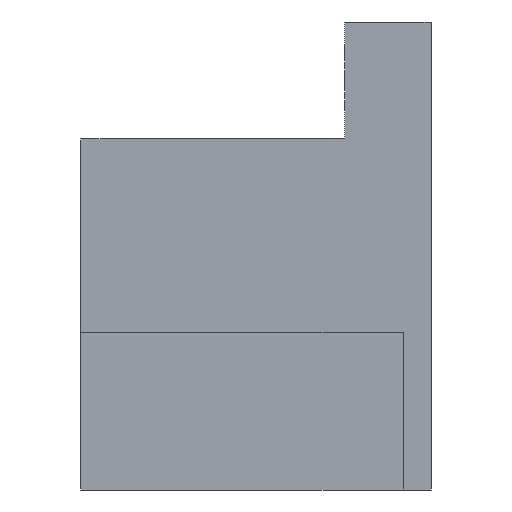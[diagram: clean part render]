
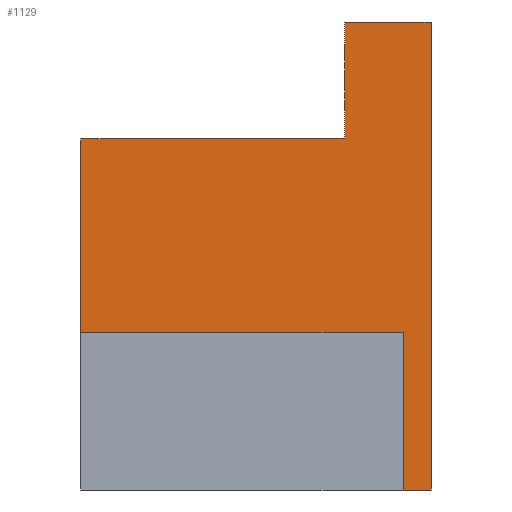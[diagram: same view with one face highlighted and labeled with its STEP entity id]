
A CAD part, left-side view. The second image highlights one B-rep face of the part: STEP entity #1129.
In plain terms, the highlighted planar face has unit normal (-1, 0, 0).
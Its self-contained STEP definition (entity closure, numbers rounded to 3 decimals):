
#68=FACE_OUTER_BOUND('',#125,.T.);
#125=EDGE_LOOP('',(#916,#917,#918,#919,#920,#921,#922,#923));
#238=LINE('',#1732,#386);
#241=LINE('',#1737,#389);
#257=LINE('',#1773,#405);
#259=LINE('',#1778,#407);
#261=LINE('',#1782,#409);
#268=LINE('',#1804,#416);
#269=LINE('',#1805,#417);
#270=LINE('',#1806,#418);
#386=VECTOR('',#1403,10.);
#389=VECTOR('',#1408,10.);
#405=VECTOR('',#1438,10.);
#407=VECTOR('',#1442,10.);
#409=VECTOR('',#1446,10.);
#416=VECTOR('',#1463,10.);
#417=VECTOR('',#1464,10.);
#418=VECTOR('',#1465,10.);
#522=VERTEX_POINT('',#1729);
#523=VERTEX_POINT('',#1731);
#524=VERTEX_POINT('',#1736);
#534=VERTEX_POINT('',#1766);
#537=VERTEX_POINT('',#1771);
#539=VERTEX_POINT('',#1777);
#540=VERTEX_POINT('',#1781);
#550=VERTEX_POINT('',#1803);
#656=EDGE_CURVE('',#522,#523,#238,.T.);
#659=EDGE_CURVE('',#524,#523,#241,.T.);
#677=EDGE_CURVE('',#534,#537,#257,.T.);
#679=EDGE_CURVE('',#539,#534,#259,.T.);
#681=EDGE_CURVE('',#540,#539,#261,.T.);
#692=EDGE_CURVE('',#550,#537,#268,.T.);
#693=EDGE_CURVE('',#524,#550,#269,.F.);
#694=EDGE_CURVE('',#540,#522,#270,.T.);
#916=ORIENTED_EDGE('',*,*,#679,.T.);
#917=ORIENTED_EDGE('',*,*,#677,.T.);
#918=ORIENTED_EDGE('',*,*,#692,.F.);
#919=ORIENTED_EDGE('',*,*,#693,.F.);
#920=ORIENTED_EDGE('',*,*,#659,.T.);
#921=ORIENTED_EDGE('',*,*,#656,.F.);
#922=ORIENTED_EDGE('',*,*,#694,.F.);
#923=ORIENTED_EDGE('',*,*,#681,.T.);
#1077=PLANE('',#1213);
#1129=ADVANCED_FACE('',(#68),#1077,.T.);
#1213=AXIS2_PLACEMENT_3D('',#1802,#1461,#1462);
#1403=DIRECTION('',(0.,1.,0.));
#1408=DIRECTION('',(0.,0.,-1.));
#1438=DIRECTION('',(0.,1.,0.));
#1442=DIRECTION('',(0.,0.,-1.));
#1446=DIRECTION('',(0.,1.,0.));
#1461=DIRECTION('center_axis',(-1.,0.,0.));
#1462=DIRECTION('ref_axis',(0.,1.,0.));
#1463=DIRECTION('',(0.,0.,1.));
#1464=DIRECTION('',(0.,-1.,0.));
#1465=DIRECTION('',(0.,0.,-1.));
#1729=CARTESIAN_POINT('',(-9.525,25.45,-41.275));
#1731=CARTESIAN_POINT('',(-9.525,28.492,-41.275));
#1732=CARTESIAN_POINT('',(-9.525,34.95,-41.275));
#1736=CARTESIAN_POINT('',(-9.525,28.492,-24.13));
#1737=CARTESIAN_POINT('',(-9.525,28.492,9.525));
#1766=CARTESIAN_POINT('',(-9.525,34.842,-3.175));
#1771=CARTESIAN_POINT('',(-9.525,63.45,-3.175));
#1773=CARTESIAN_POINT('',(-9.525,44.45,-3.175));
#1777=CARTESIAN_POINT('',(-9.525,34.842,9.525));
#1778=CARTESIAN_POINT('',(-9.525,34.842,6.35));
#1781=CARTESIAN_POINT('',(-9.525,25.45,9.525));
#1782=CARTESIAN_POINT('',(-9.525,34.95,9.525));
#1802=CARTESIAN_POINT('Origin',(-9.525,25.45,9.525));
#1803=CARTESIAN_POINT('',(-9.525,63.45,-24.13));
#1804=CARTESIAN_POINT('',(-9.525,63.45,9.525));
#1805=CARTESIAN_POINT('',(-9.525,53.95,-24.13));
#1806=CARTESIAN_POINT('',(-9.525,25.45,9.525));
